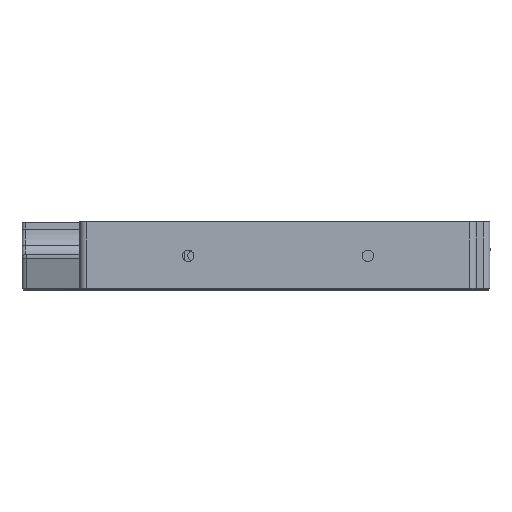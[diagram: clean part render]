
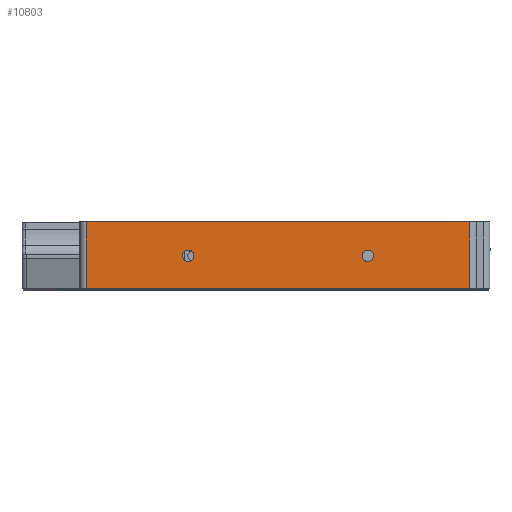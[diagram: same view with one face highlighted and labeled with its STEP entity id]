
A CAD part, top view. The second image highlights one B-rep face of the part: STEP entity #10803.
In plain terms, the highlighted face is planar.
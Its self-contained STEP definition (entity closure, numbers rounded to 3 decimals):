
#173=FACE_BOUND('',#1737,.T.);
#174=FACE_BOUND('',#1738,.T.);
#511=PLANE('',#11977);
#1098=FACE_OUTER_BOUND('',#1736,.T.);
#1736=EDGE_LOOP('',(#9899,#9900,#9901,#9902));
#1737=EDGE_LOOP('',(#9903));
#1738=EDGE_LOOP('',(#9904));
#2236=CIRCLE('',#11978,1.7);
#2237=CIRCLE('',#11979,1.7);
#3100=LINE('',#19666,#4015);
#3136=LINE('',#19894,#4051);
#3137=LINE('',#19896,#4052);
#3138=LINE('',#19897,#4053);
#4015=VECTOR('',#14972,10.);
#4051=VECTOR('',#15132,10.);
#4052=VECTOR('',#15133,10.);
#4053=VECTOR('',#15134,10.);
#5167=VERTEX_POINT('',#19660);
#5168=VERTEX_POINT('',#19664);
#5202=VERTEX_POINT('',#19893);
#5203=VERTEX_POINT('',#19895);
#5204=VERTEX_POINT('',#19898);
#5205=VERTEX_POINT('',#19900);
#6713=EDGE_CURVE('',#5167,#5168,#3100,.T.);
#6782=EDGE_CURVE('',#5167,#5202,#3136,.T.);
#6783=EDGE_CURVE('',#5203,#5202,#3137,.T.);
#6784=EDGE_CURVE('',#5168,#5203,#3138,.T.);
#6785=EDGE_CURVE('',#5204,#5204,#2236,.T.);
#6786=EDGE_CURVE('',#5205,#5205,#2237,.T.);
#9899=ORIENTED_EDGE('',*,*,#6713,.F.);
#9900=ORIENTED_EDGE('',*,*,#6782,.T.);
#9901=ORIENTED_EDGE('',*,*,#6783,.F.);
#9902=ORIENTED_EDGE('',*,*,#6784,.F.);
#9903=ORIENTED_EDGE('',*,*,#6785,.T.);
#9904=ORIENTED_EDGE('',*,*,#6786,.T.);
#10803=ADVANCED_FACE('',(#1098,#173,#174),#511,.F.);
#11977=AXIS2_PLACEMENT_3D('',#19892,#15130,#15131);
#11978=AXIS2_PLACEMENT_3D('',#19899,#15135,#15136);
#11979=AXIS2_PLACEMENT_3D('',#19901,#15137,#15138);
#14972=DIRECTION('',(-1.,0.,0.));
#15130=DIRECTION('center_axis',(0.,1.,0.));
#15131=DIRECTION('ref_axis',(1.,0.,0.));
#15132=DIRECTION('',(0.,0.,1.));
#15133=DIRECTION('',(1.,0.,0.));
#15134=DIRECTION('',(0.,0.,1.));
#15135=DIRECTION('center_axis',(0.,1.,0.));
#15136=DIRECTION('ref_axis',(-1.,0.,0.));
#15137=DIRECTION('center_axis',(0.,1.,0.));
#15138=DIRECTION('ref_axis',(-1.,0.,0.));
#19660=CARTESIAN_POINT('',(183.5,281.,-128.696));
#19664=CARTESIAN_POINT('',(70.5,281.,-128.696));
#19666=CARTESIAN_POINT('',(97.75,281.,-128.696));
#19892=CARTESIAN_POINT('Origin',(68.5,281.,-109.096));
#19893=CARTESIAN_POINT('',(183.5,281.,-109.096));
#19894=CARTESIAN_POINT('',(183.5,281.,-109.096));
#19895=CARTESIAN_POINT('',(70.5,281.,-109.096));
#19896=CARTESIAN_POINT('',(65.5,281.,-109.096));
#19897=CARTESIAN_POINT('',(70.5,281.,-109.096));
#19898=CARTESIAN_POINT('',(155.2,281.,-119.096));
#19899=CARTESIAN_POINT('Origin',(153.5,281.,-119.096));
#19900=CARTESIAN_POINT('',(102.2,281.,-119.096));
#19901=CARTESIAN_POINT('Origin',(100.5,281.,-119.096));
